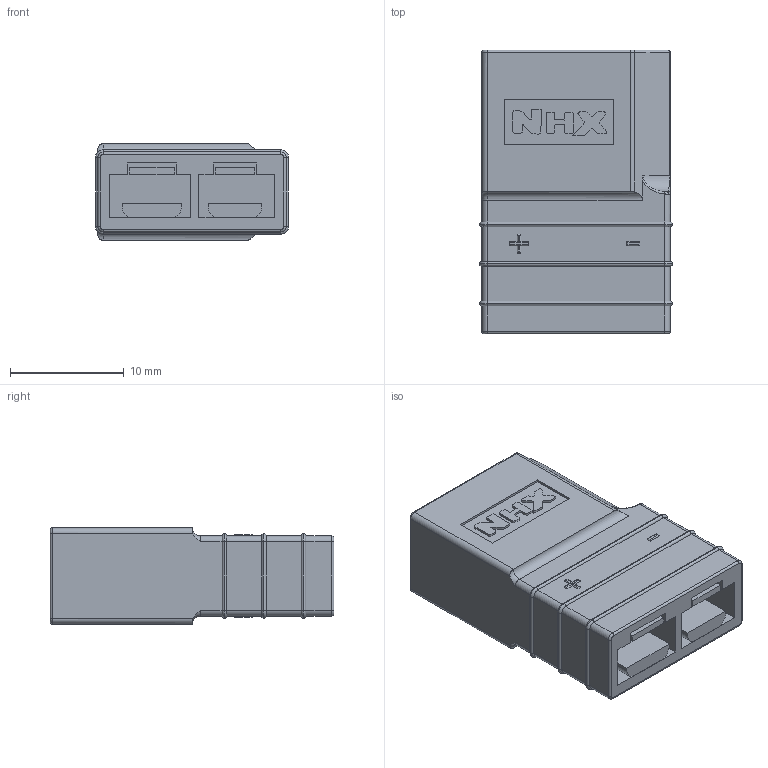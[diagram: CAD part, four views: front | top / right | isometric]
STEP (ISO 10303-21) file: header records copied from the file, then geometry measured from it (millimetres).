
FILE_DESCRIPTION(('HOOPS Exchange Step'),'2;1');
FILE_NAME('temp_export','2025-06-11T16:11:15-04:00',('jason'),('Shapr3D Limited'),'HOOPS Exchange 2024.8','Shapr3D','Authorized');
FILE_SCHEMA( ('AP242_MANAGED_MODEL_BASED_3D_ENGINEERING_MIM_LF {1 0 10303 442 1 1 4}') );
Length unit declared in the file: millimetre
Products named in the file (2): Traxxas iD to XT-60 connector; root
Assembly tree (1 placements, depth 2):
  root
    Traxxas iD to XT-60 connector
Bounding box: 17 x 25 x 8.5 mm (x, y, z)
Volume: 1840.6 mm3; surface area: 3488.3 mm2
Topology: 7 solids, 7 shells, 412 faces, 1053 edges, 668 vertices
Faces by surface type: plane 240, cylinder 114, torus 46, bspline 10, sphere 2
Full cylindrical faces by diameter (mm): 2.9 x2, 3.5 x2, 4.2 x4
Entity records: 13177 total; most frequent: CARTESIAN_POINT 3035, ORIENTED_EDGE 2102, DIRECTION 2093, EDGE_CURVE 1051, VECTOR 749, LINE 749, AXIS2_PLACEMENT_3D 672, VERTEX_POINT 668
